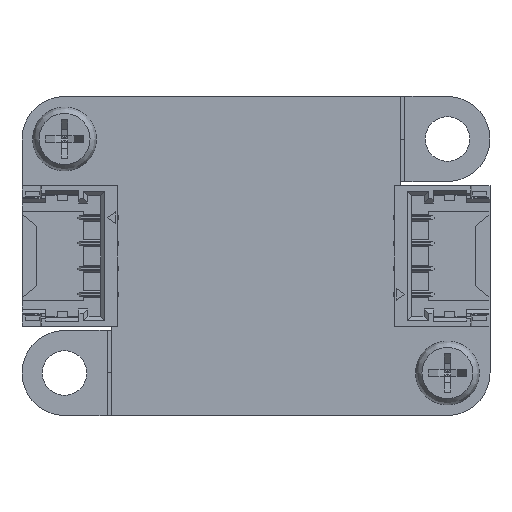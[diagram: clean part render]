
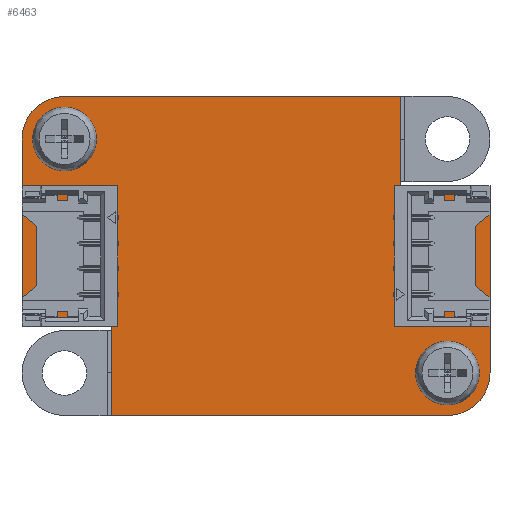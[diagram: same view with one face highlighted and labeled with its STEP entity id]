
A CAD part, front view. The second image highlights one B-rep face of the part: STEP entity #6463.
In plain terms, the highlighted planar face has unit normal (0, -1, 0).
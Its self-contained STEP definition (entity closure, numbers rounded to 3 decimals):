
#105=FACE_BOUND('',#567,.T.);
#106=FACE_BOUND('',#568,.T.);
#130=CIRCLE('',#6938,2.);
#131=CIRCLE('',#6939,2.);
#132=CIRCLE('',#6940,1.05);
#133=CIRCLE('',#6941,1.05);
#220=FACE_OUTER_BOUND('',#566,.T.);
#566=EDGE_LOOP('',(#4268,#4269,#4270,#4271,#4272,#4273,#4274,#4275,#4276,
#4277));
#567=EDGE_LOOP('',(#4278));
#568=EDGE_LOOP('',(#4279));
#933=LINE('',#9133,#1802);
#937=LINE('',#9140,#1806);
#940=LINE('',#9148,#1809);
#944=LINE('',#9155,#1813);
#945=LINE('',#9158,#1814);
#948=LINE('',#9164,#1817);
#951=LINE('',#9170,#1820);
#952=LINE('',#9173,#1821);
#1802=VECTOR('',#7379,10.);
#1806=VECTOR('',#7385,10.);
#1809=VECTOR('',#7390,10.);
#1813=VECTOR('',#7396,10.);
#1814=VECTOR('',#7399,10.);
#1817=VECTOR('',#7404,10.);
#1820=VECTOR('',#7409,10.);
#1821=VECTOR('',#7412,10.);
#2671=VERTEX_POINT('',#9130);
#2672=VERTEX_POINT('',#9132);
#2674=VERTEX_POINT('',#9138);
#2677=VERTEX_POINT('',#9145);
#2678=VERTEX_POINT('',#9147);
#2680=VERTEX_POINT('',#9153);
#2681=VERTEX_POINT('',#9157);
#2683=VERTEX_POINT('',#9163);
#2685=VERTEX_POINT('',#9169);
#2686=VERTEX_POINT('',#9172);
#2687=VERTEX_POINT('',#9175);
#2688=VERTEX_POINT('',#9177);
#3294=EDGE_CURVE('',#2672,#2671,#933,.T.);
#3298=EDGE_CURVE('',#2671,#2674,#937,.T.);
#3301=EDGE_CURVE('',#2678,#2677,#940,.T.);
#3305=EDGE_CURVE('',#2677,#2680,#944,.T.);
#3306=EDGE_CURVE('',#2672,#2681,#945,.T.);
#3309=EDGE_CURVE('',#2678,#2683,#948,.T.);
#3312=EDGE_CURVE('',#2685,#2674,#951,.T.);
#3313=EDGE_CURVE('',#2683,#2685,#130,.T.);
#3314=EDGE_CURVE('',#2686,#2680,#952,.T.);
#3315=EDGE_CURVE('',#2681,#2686,#131,.T.);
#3316=EDGE_CURVE('',#2687,#2687,#132,.T.);
#3317=EDGE_CURVE('',#2688,#2688,#133,.T.);
#4268=ORIENTED_EDGE('',*,*,#3294,.T.);
#4269=ORIENTED_EDGE('',*,*,#3298,.T.);
#4270=ORIENTED_EDGE('',*,*,#3312,.F.);
#4271=ORIENTED_EDGE('',*,*,#3313,.F.);
#4272=ORIENTED_EDGE('',*,*,#3309,.F.);
#4273=ORIENTED_EDGE('',*,*,#3301,.T.);
#4274=ORIENTED_EDGE('',*,*,#3305,.T.);
#4275=ORIENTED_EDGE('',*,*,#3314,.F.);
#4276=ORIENTED_EDGE('',*,*,#3315,.F.);
#4277=ORIENTED_EDGE('',*,*,#3306,.F.);
#4278=ORIENTED_EDGE('',*,*,#3316,.T.);
#4279=ORIENTED_EDGE('',*,*,#3317,.T.);
#6154=PLANE('',#6937);
#6463=ADVANCED_FACE('',(#220,#105,#106),#6154,.F.);
#6937=AXIS2_PLACEMENT_3D('',#9168,#7407,#7408);
#6938=AXIS2_PLACEMENT_3D('',#9171,#7410,#7411);
#6939=AXIS2_PLACEMENT_3D('',#9174,#7413,#7414);
#6940=AXIS2_PLACEMENT_3D('',#9176,#7415,#7416);
#6941=AXIS2_PLACEMENT_3D('',#9178,#7417,#7418);
#7379=DIRECTION('',(-1.,0.,0.));
#7385=DIRECTION('',(0.,0.,1.));
#7390=DIRECTION('',(1.,0.,0.));
#7396=DIRECTION('',(0.,0.,-1.));
#7399=DIRECTION('',(0.,0.,-1.));
#7404=DIRECTION('',(0.,0.,1.));
#7407=DIRECTION('center_axis',(0.,1.,0.));
#7408=DIRECTION('ref_axis',(0.,0.,1.));
#7409=DIRECTION('',(1.,0.,0.));
#7410=DIRECTION('center_axis',(0.,1.,0.));
#7411=DIRECTION('ref_axis',(-0.707,0.,0.707));
#7412=DIRECTION('',(-1.,0.,0.));
#7413=DIRECTION('center_axis',(0.,1.,0.));
#7414=DIRECTION('ref_axis',(0.707,0.,-0.707));
#7415=DIRECTION('center_axis',(0.,1.,0.));
#7416=DIRECTION('ref_axis',(-1.,0.,0.));
#7417=DIRECTION('center_axis',(0.,1.,0.));
#7418=DIRECTION('ref_axis',(-1.,0.,0.));
#9130=CARTESIAN_POINT('',(6.8,0.,3.3));
#9132=CARTESIAN_POINT('',(11.,0.,3.3));
#9133=CARTESIAN_POINT('',(5.9,0.,3.3));
#9138=CARTESIAN_POINT('',(6.8,0.,7.5));
#9140=CARTESIAN_POINT('',(6.8,0.,1.65));
#9145=CARTESIAN_POINT('',(-6.8,0.,-3.3));
#9147=CARTESIAN_POINT('',(-11.,0.,-3.3));
#9148=CARTESIAN_POINT('',(-5.9,0.,-3.3));
#9153=CARTESIAN_POINT('',(-6.8,0.,-7.5));
#9155=CARTESIAN_POINT('',(-6.8,0.,-1.65));
#9157=CARTESIAN_POINT('',(11.,0.,-5.5));
#9158=CARTESIAN_POINT('',(11.,0.,7.5));
#9163=CARTESIAN_POINT('',(-11.,0.,5.5));
#9164=CARTESIAN_POINT('',(-11.,0.,-7.5));
#9168=CARTESIAN_POINT('Origin',(0.,0.,0.));
#9169=CARTESIAN_POINT('',(-9.,0.,7.5));
#9170=CARTESIAN_POINT('',(-11.,0.,7.5));
#9171=CARTESIAN_POINT('Origin',(-9.,0.,5.5));
#9172=CARTESIAN_POINT('',(9.,0.,-7.5));
#9173=CARTESIAN_POINT('',(11.,0.,-7.5));
#9174=CARTESIAN_POINT('Origin',(9.,0.,-5.5));
#9175=CARTESIAN_POINT('',(10.05,0.,-5.5));
#9176=CARTESIAN_POINT('Origin',(9.,0.,-5.5));
#9177=CARTESIAN_POINT('',(-7.95,0.,5.5));
#9178=CARTESIAN_POINT('Origin',(-9.,0.,5.5));
